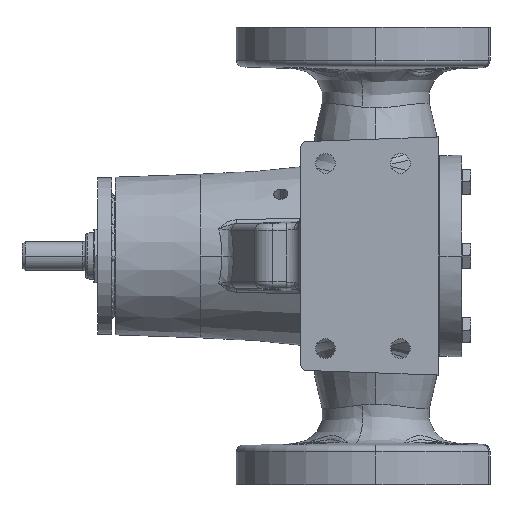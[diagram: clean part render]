
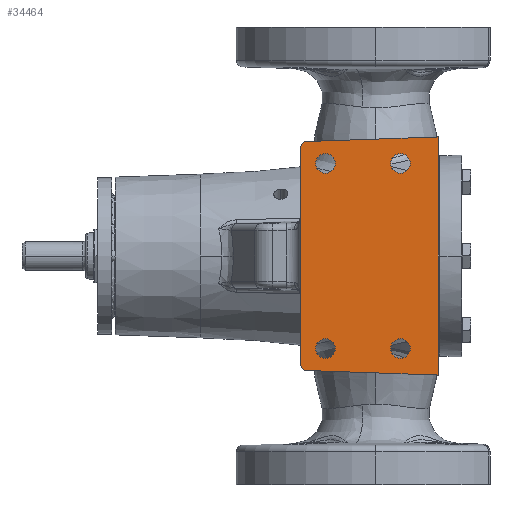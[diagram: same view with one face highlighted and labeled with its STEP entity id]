
A CAD part, front view. The second image highlights one B-rep face of the part: STEP entity #34464.
In plain terms, the highlighted planar face has unit normal (0, -1, 0).
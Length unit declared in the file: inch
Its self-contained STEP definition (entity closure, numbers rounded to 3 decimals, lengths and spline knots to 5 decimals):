
#724 = CARTESIAN_POINT ( 'NONE',  ( -2., -2.75, 1.62 ) ) ;
#991 = DIRECTION ( 'NONE',  ( 0., -1., 0. ) ) ;
#1135 = DIRECTION ( 'NONE',  ( 0., -1., 0. ) ) ;
#1143 = CIRCLE ( 'NONE', #53219, 0.172 ) ;
#1573 = EDGE_CURVE ( 'NONE', #36845, #25784, #14787, .T. ) ;
#1621 = CARTESIAN_POINT ( 'NONE',  ( -0.6875, -2.75, 1.448 ) ) ;
#1897 = CARTESIAN_POINT ( 'NONE',  ( -0.6875, -2.75, -1.62 ) ) ;
#3173 = DIRECTION ( 'NONE',  ( 0., 1., 0. ) ) ;
#3450 = EDGE_LOOP ( 'NONE', ( #58783, #36342 ) ) ;
#3962 = CARTESIAN_POINT ( 'NONE',  ( -0.03, -2.75, -2.08416 ) ) ;
#4109 = FACE_BOUND ( 'NONE', #30938, .T. ) ;
#4158 = CARTESIAN_POINT ( 'NONE',  ( -2.44, -2.75, 2. ) ) ;
#4453 = EDGE_LOOP ( 'NONE', ( #49653, #30992 ) ) ;
#5410 = CARTESIAN_POINT ( 'NONE',  ( -2.44, -2.75, -2. ) ) ;
#5586 = EDGE_CURVE ( 'NONE', #28246, #31594, #49382, .T. ) ;
#6672 = EDGE_CURVE ( 'NONE', #31834, #17909, #49186, .T. ) ;
#8121 = DIRECTION ( 'NONE',  ( 0., -1., 0. ) ) ;
#8356 = DIRECTION ( 'NONE',  ( 0., 0., -1. ) ) ;
#9476 = VERTEX_POINT ( 'NONE', #27334 ) ;
#10756 = ORIENTED_EDGE ( 'NONE', *, *, #35311, .T. ) ;
#11027 = AXIS2_PLACEMENT_3D ( 'NONE', #58574, #53427, #11118 ) ;
#11118 = DIRECTION ( 'NONE',  ( 0., 0., -1. ) ) ;
#11384 = EDGE_CURVE ( 'NONE', #17550, #19350, #24399, .T. ) ;
#11526 = AXIS2_PLACEMENT_3D ( 'NONE', #44335, #20840, #24978 ) ;
#12068 = CARTESIAN_POINT ( 'NONE',  ( -2., -2.75, -1.792 ) ) ;
#12302 = VERTEX_POINT ( 'NONE', #48087 ) ;
#12724 = CARTESIAN_POINT ( 'NONE',  ( -2., -2.75, 1.62 ) ) ;
#13359 = EDGE_LOOP ( 'NONE', ( #16181, #20220 ) ) ;
#14326 = DIRECTION ( 'NONE',  ( 0., -1., 0. ) ) ;
#14432 = VERTEX_POINT ( 'NONE', #57624 ) ;
#14452 = CARTESIAN_POINT ( 'NONE',  ( -2.32, -2.75, 1.88412 ) ) ;
#14582 = ORIENTED_EDGE ( 'NONE', *, *, #47849, .F. ) ;
#14787 = CIRCLE ( 'NONE', #57276, 0.172 ) ;
#14934 = CARTESIAN_POINT ( 'NONE',  ( -2.44, -2.75, -2. ) ) ;
#15360 = EDGE_CURVE ( 'NONE', #58057, #14432, #43820, .T. ) ;
#15747 = EDGE_CURVE ( 'NONE', #25784, #36845, #34944, .T. ) ;
#16181 = ORIENTED_EDGE ( 'NONE', *, *, #11384, .F. ) ;
#17282 = VECTOR ( 'NONE', #44409, 39.37008 ) ;
#17550 = VERTEX_POINT ( 'NONE', #12068 ) ;
#17909 = VERTEX_POINT ( 'NONE', #18896 ) ;
#18202 = FACE_BOUND ( 'NONE', #3450, .T. ) ;
#18744 = DIRECTION ( 'NONE',  ( 0., 0., -1. ) ) ;
#18896 = CARTESIAN_POINT ( 'NONE',  ( -2., -2.75, 1.448 ) ) ;
#19350 = VERTEX_POINT ( 'NONE', #24714 ) ;
#20220 = ORIENTED_EDGE ( 'NONE', *, *, #35096, .F. ) ;
#20272 = CIRCLE ( 'NONE', #28523, 0.172 ) ;
#20282 = DIRECTION ( 'NONE',  ( 0., 0., -1. ) ) ;
#20442 = ORIENTED_EDGE ( 'NONE', *, *, #52679, .F. ) ;
#20840 = DIRECTION ( 'NONE',  ( 0., -1., 0. ) ) ;
#22655 = CARTESIAN_POINT ( 'NONE',  ( -0.03, -2.75, 2.08416 ) ) ;
#23980 = DIRECTION ( 'NONE',  ( 0., 1., 0. ) ) ;
#24325 = VECTOR ( 'NONE', #50832, 39.37008 ) ;
#24399 = CIRCLE ( 'NONE', #11526, 0.172 ) ;
#24596 = CARTESIAN_POINT ( 'NONE',  ( -0.6875, -2.75, -1.792 ) ) ;
#24714 = CARTESIAN_POINT ( 'NONE',  ( -2., -2.75, -1.448 ) ) ;
#24754 = CARTESIAN_POINT ( 'NONE',  ( -0.6875, -2.75, -1.448 ) ) ;
#24978 = DIRECTION ( 'NONE',  ( 0., 0., -1. ) ) ;
#25618 = FACE_BOUND ( 'NONE', #13359, .T. ) ;
#25784 = VERTEX_POINT ( 'NONE', #24596 ) ;
#27211 = DIRECTION ( 'NONE',  ( 0., -1., 0. ) ) ;
#27334 = CARTESIAN_POINT ( 'NONE',  ( -0.6875, -2.75, 1.792 ) ) ;
#27994 = ORIENTED_EDGE ( 'NONE', *, *, #55994, .F. ) ;
#28246 = VERTEX_POINT ( 'NONE', #22655 ) ;
#28404 = CARTESIAN_POINT ( 'NONE',  ( -2., -2.75, -1.62 ) ) ;
#28523 = AXIS2_PLACEMENT_3D ( 'NONE', #28404, #14326, #42419 ) ;
#29295 = FACE_BOUND ( 'NONE', #4453, .T. ) ;
#29391 = EDGE_CURVE ( 'NONE', #17909, #31834, #32219, .T. ) ;
#29945 = AXIS2_PLACEMENT_3D ( 'NONE', #1897, #34645, #49001 ) ;
#30938 = EDGE_LOOP ( 'NONE', ( #14582, #27994 ) ) ;
#30992 = ORIENTED_EDGE ( 'NONE', *, *, #1573, .F. ) ;
#31358 = LINE ( 'NONE', #55145, #17282 ) ;
#31594 = VERTEX_POINT ( 'NONE', #59316 ) ;
#31834 = VERTEX_POINT ( 'NONE', #52054 ) ;
#32219 = CIRCLE ( 'NONE', #45991, 0.172 ) ;
#33980 = DIRECTION ( 'NONE',  ( 0., 0., 1. ) ) ;
#34464 = ADVANCED_FACE ( 'NONE', ( #29295, #25618, #4109, #18202, #50688 ), #39820, .T. ) ;
#34645 = DIRECTION ( 'NONE',  ( 0., -1., 0. ) ) ;
#34944 = CIRCLE ( 'NONE', #29945, 0.172 ) ;
#35096 = EDGE_CURVE ( 'NONE', #19350, #17550, #20272, .T. ) ;
#35311 = EDGE_CURVE ( 'NONE', #58057, #47150, #43195, .T. ) ;
#36342 = ORIENTED_EDGE ( 'NONE', *, *, #6672, .F. ) ;
#36491 = CARTESIAN_POINT ( 'NONE',  ( -0.6875, -2.75, 1.62 ) ) ;
#36845 = VERTEX_POINT ( 'NONE', #24754 ) ;
#37418 = ORIENTED_EDGE ( 'NONE', *, *, #48971, .T. ) ;
#39820 = PLANE ( 'NONE',  #11027 ) ;
#40596 = CARTESIAN_POINT ( 'NONE',  ( -2.32, -2.75, -1.88412 ) ) ;
#41012 = ORIENTED_EDGE ( 'NONE', *, *, #5586, .T. ) ;
#41052 = VERTEX_POINT ( 'NONE', #1621 ) ;
#41196 = CARTESIAN_POINT ( 'NONE',  ( -0.6875, -2.75, 1.62 ) ) ;
#42419 = DIRECTION ( 'NONE',  ( 0., 0., -1. ) ) ;
#43195 = LINE ( 'NONE', #5410, #59410 ) ;
#43820 = CIRCLE ( 'NONE', #58386, 0.12 ) ;
#44335 = CARTESIAN_POINT ( 'NONE',  ( -2., -2.75, -1.62 ) ) ;
#44409 = DIRECTION ( 'NONE',  ( 0., 0., 1. ) ) ;
#45283 = EDGE_CURVE ( 'NONE', #14432, #12302, #49594, .T. ) ;
#45912 = DIRECTION ( 'NONE',  ( 0., 0., -1. ) ) ;
#45916 = DIRECTION ( 'NONE',  ( 0., -1., 0. ) ) ;
#45991 = AXIS2_PLACEMENT_3D ( 'NONE', #724, #1135, #57572 ) ;
#46687 = CIRCLE ( 'NONE', #49018, 0.12 ) ;
#47150 = VERTEX_POINT ( 'NONE', #3962 ) ;
#47849 = EDGE_CURVE ( 'NONE', #41052, #9476, #1143, .T. ) ;
#48087 = CARTESIAN_POINT ( 'NONE',  ( -2.44, -2.75, 1.88412 ) ) ;
#48831 = CIRCLE ( 'NONE', #52735, 0.172 ) ;
#48959 = DIRECTION ( 'NONE',  ( 0.999, 0., -0.035 ) ) ;
#48971 = EDGE_CURVE ( 'NONE', #47150, #28246, #31358, .T. ) ;
#49001 = DIRECTION ( 'NONE',  ( 0., 0., -1. ) ) ;
#49018 = AXIS2_PLACEMENT_3D ( 'NONE', #14452, #23980, #56994 ) ;
#49186 = CIRCLE ( 'NONE', #49558, 0.172 ) ;
#49382 = LINE ( 'NONE', #4158, #24325 ) ;
#49558 = AXIS2_PLACEMENT_3D ( 'NONE', #12724, #27211, #8356 ) ;
#49594 = LINE ( 'NONE', #14934, #50376 ) ;
#49653 = ORIENTED_EDGE ( 'NONE', *, *, #15747, .F. ) ;
#50376 = VECTOR ( 'NONE', #33980, 39.37008 ) ;
#50688 = FACE_OUTER_BOUND ( 'NONE', #57376, .T. ) ;
#50832 = DIRECTION ( 'NONE',  ( -0.999, 0., -0.035 ) ) ;
#52054 = CARTESIAN_POINT ( 'NONE',  ( -2., -2.75, 1.792 ) ) ;
#52403 = ORIENTED_EDGE ( 'NONE', *, *, #45283, .F. ) ;
#52679 = EDGE_CURVE ( 'NONE', #12302, #31594, #46687, .T. ) ;
#52735 = AXIS2_PLACEMENT_3D ( 'NONE', #41196, #45916, #60197 ) ;
#53219 = AXIS2_PLACEMENT_3D ( 'NONE', #36491, #8121, #45912 ) ;
#53427 = DIRECTION ( 'NONE',  ( 0., -1., 0. ) ) ;
#55145 = CARTESIAN_POINT ( 'NONE',  ( -0.03, -2.75, -2. ) ) ;
#55786 = CARTESIAN_POINT ( 'NONE',  ( -2.32419, -2.75, -2.00404 ) ) ;
#55994 = EDGE_CURVE ( 'NONE', #9476, #41052, #48831, .T. ) ;
#56994 = DIRECTION ( 'NONE',  ( 0., 0., -1. ) ) ;
#57276 = AXIS2_PLACEMENT_3D ( 'NONE', #58457, #991, #20282 ) ;
#57376 = EDGE_LOOP ( 'NONE', ( #10756, #37418, #41012, #20442, #52403, #59875 ) ) ;
#57572 = DIRECTION ( 'NONE',  ( 0., 0., -1. ) ) ;
#57624 = CARTESIAN_POINT ( 'NONE',  ( -2.44, -2.75, -1.88412 ) ) ;
#58057 = VERTEX_POINT ( 'NONE', #55786 ) ;
#58386 = AXIS2_PLACEMENT_3D ( 'NONE', #40596, #3173, #18744 ) ;
#58457 = CARTESIAN_POINT ( 'NONE',  ( -0.6875, -2.75, -1.62 ) ) ;
#58574 = CARTESIAN_POINT ( 'NONE',  ( -2.875, -2.75, 2.25 ) ) ;
#58783 = ORIENTED_EDGE ( 'NONE', *, *, #29391, .F. ) ;
#59316 = CARTESIAN_POINT ( 'NONE',  ( -2.32419, -2.75, 2.00404 ) ) ;
#59410 = VECTOR ( 'NONE', #48959, 39.37008 ) ;
#59875 = ORIENTED_EDGE ( 'NONE', *, *, #15360, .F. ) ;
#60197 = DIRECTION ( 'NONE',  ( 0., 0., -1. ) ) ;
